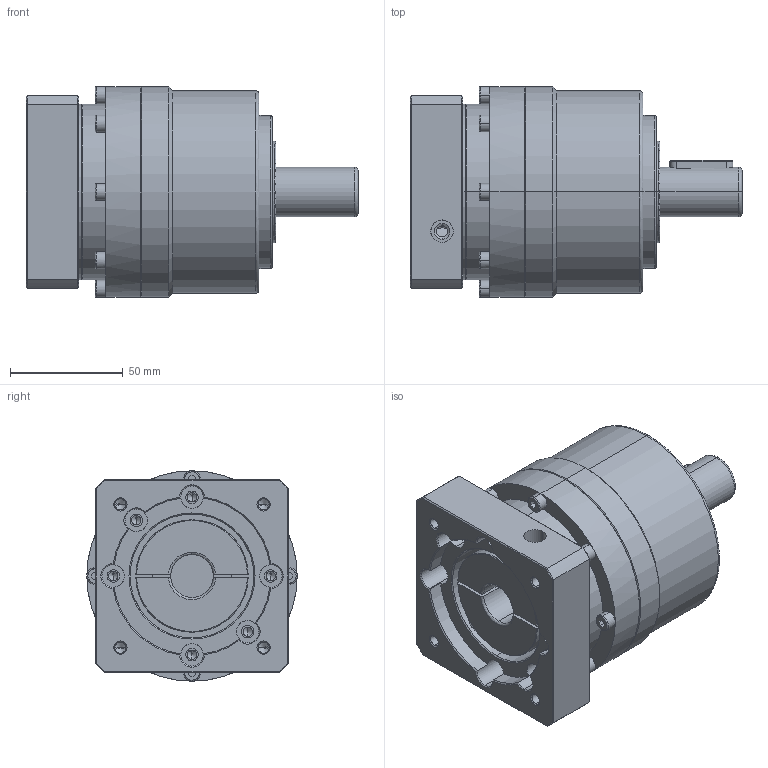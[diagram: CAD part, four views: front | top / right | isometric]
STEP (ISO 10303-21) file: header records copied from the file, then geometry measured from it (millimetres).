
FILE_DESCRIPTION (( 'STEP AP214' ), '1' );
FILE_NAME ('PE090-L1-19-70-90-M5-M6.STEP', '2024-01-06T03:25:18', ( 'admin' ), ( '' ), 'SwSTEP 2.0', 'SolidWorks 2013', '' );
FILE_SCHEMA (( 'AUTOMOTIVE_DESIGN' ));
Length unit declared in the file: millimetre
Products named in the file (4): PE090-L1-19-70-90-M5-M6; 090_X2_58F34F537AEF_X0_-19; 090-70-90M6; 090_X2_8F9351FA7AEF_X0_
Assembly tree (3 placements, depth 2):
  PE090-L1-19-70-90-M5-M6
    090_X2_58F34F537AEF_X0_-19
    090-70-90M6
    090_X2_8F9351FA7AEF_X0_
Bounding box: 147.5 x 93.5 x 93.5 mm (x, y, z)
Volume: 643882.9 mm3; surface area: 94908 mm2
Topology: 4 solids, 4 shells, 439 faces, 1086 edges, 647 vertices
Faces by surface type: cylinder 165, cone 127, plane 120, bspline 27
Entity records: 18311 total; most frequent: CARTESIAN_POINT 3196, DIRECTION 2217, ORIENTED_EDGE 2024, EDGE_CURVE 1012, AXIS2_PLACEMENT_3D 870, VERTEX_POINT 641, EDGE_LOOP 525, VECTOR 477
